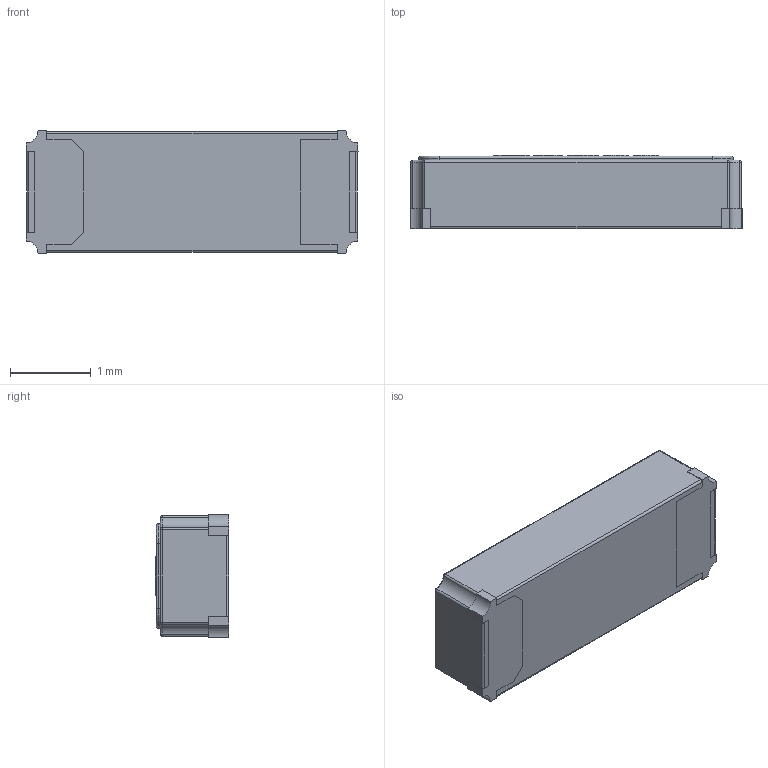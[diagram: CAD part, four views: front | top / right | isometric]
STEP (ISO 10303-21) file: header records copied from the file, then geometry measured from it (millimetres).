
FILE_DESCRIPTION (( 'STEP AP214' ), '1' );
FILE_NAME ('User Library-ABS09.STEP', '2013-07-28T06:49:21', ( 'Windows User' ), ( '' ), 'SwSTEP 2.0', 'SolidWorks 2013', '' );
FILE_SCHEMA (( 'AUTOMOTIVE_DESIGN' ));
Length unit declared in the file: centimetre
Products named in the file (5): User Library-ABS09_ABS09 Beschriftung_1; User Library-ABS09_ABS09 Body2_1; User Library-ABS09_ABS09 Body_1; User Library-ABS09; User Library-ABS09_ABS09 Pads_1
Assembly tree (4 placements, depth 2):
  User Library-ABS09
    User Library-ABS09_ABS09 Body_1
    User Library-ABS09_ABS09 Body2_1
    User Library-ABS09_ABS09 Beschriftung_1
    User Library-ABS09_ABS09 Pads_1
Bounding box: 4.12 x 0.91 x 1.52 mm (x, y, z)
Volume: 5.4 mm3; surface area: 40.4 mm2
Topology: 4 solids, 4 shells, 343 faces, 926 edges, 604 vertices
Faces by surface type: bspline 156, plane 143, cylinder 44
Entity records: 15026 total; most frequent: CARTESIAN_POINT 3402, ORIENTED_EDGE 1844, DIRECTION 1134, EDGE_CURVE 922, VERTEX_POINT 604, LINE 522, VECTOR 522, EDGE_LOOP 370
